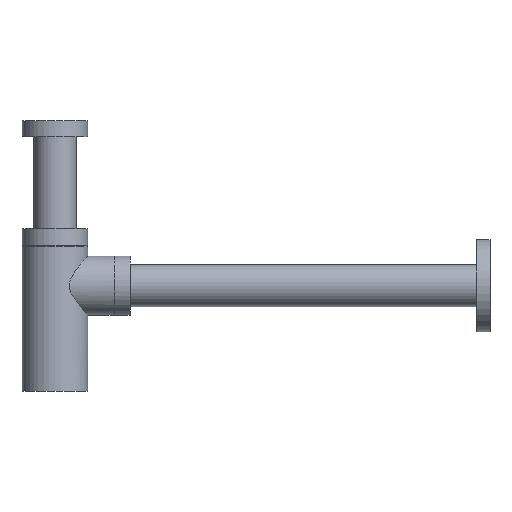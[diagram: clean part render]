
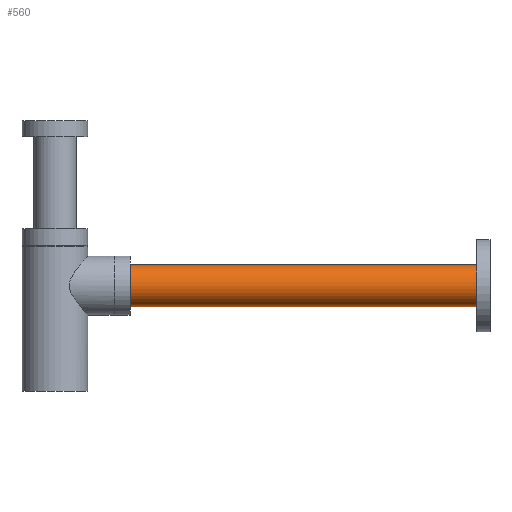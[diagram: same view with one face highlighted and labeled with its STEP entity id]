
A CAD part, top view. The second image highlights one B-rep face of the part: STEP entity #560.
In plain terms, the highlighted cylindrical face has radius 16 mm (diameter 32 mm), a partial arc.
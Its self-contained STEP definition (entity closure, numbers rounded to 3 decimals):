
#186=CARTESIAN_POINT('',(320.,80.,0.));
#187=DIRECTION('',(1.,0.,0.));
#188=DIRECTION('',(0.,1.,0.));
#189=AXIS2_PLACEMENT_3D('',#186,#187,#188);
#191=CARTESIAN_POINT('',(57.,80.,0.));
#192=DIRECTION('',(-1.,0.,0.));
#193=DIRECTION('',(0.,-1.,0.));
#194=AXIS2_PLACEMENT_3D('',#191,#192,#193);
#211=DIRECTION('',(-1.,0.,0.));
#212=VECTOR('',#211,263.);
#213=CARTESIAN_POINT('',(320.,96.,0.));
#214=LINE('',#213,#212);
#220=DIRECTION('',(-1.,0.,0.));
#221=VECTOR('',#220,263.);
#222=CARTESIAN_POINT('',(320.,64.,0.));
#223=LINE('',#222,#221);
#346=CARTESIAN_POINT('',(320.,96.,0.));
#347=CARTESIAN_POINT('',(57.,96.,0.));
#348=VERTEX_POINT('',#346);
#349=VERTEX_POINT('',#347);
#354=CARTESIAN_POINT('',(320.,64.,0.));
#355=CARTESIAN_POINT('',(57.,64.,0.));
#356=VERTEX_POINT('',#354);
#357=VERTEX_POINT('',#355);
#545=CARTESIAN_POINT('',(-17.,80.,0.));
#546=DIRECTION('',(1.,0.,0.));
#547=DIRECTION('',(0.,-1.,0.));
#548=AXIS2_PLACEMENT_3D('',#545,#546,#547);
#549=CYLINDRICAL_SURFACE('',#548,16.);
#551=ORIENTED_EDGE('',*,*,#550,.F.);
#553=ORIENTED_EDGE('',*,*,#552,.T.);
#555=ORIENTED_EDGE('',*,*,#554,.T.);
#557=ORIENTED_EDGE('',*,*,#556,.T.);
#558=EDGE_LOOP('',(#551,#553,#555,#557));
#559=FACE_OUTER_BOUND('',#558,.F.);
#560=ADVANCED_FACE('',(#559),#549,.T.);
#190=CIRCLE('',#189,16.);
#195=CIRCLE('',#194,16.);
#550=EDGE_CURVE('',#348,#349,#214,.T.);
#552=EDGE_CURVE('',#348,#356,#190,.T.);
#554=EDGE_CURVE('',#356,#357,#223,.T.);
#556=EDGE_CURVE('',#357,#349,#195,.T.);
